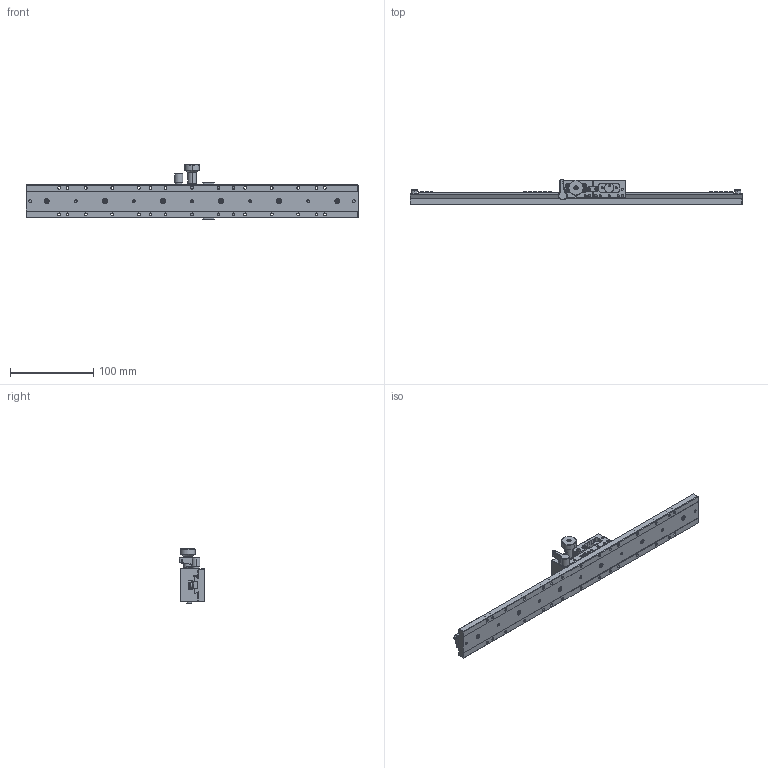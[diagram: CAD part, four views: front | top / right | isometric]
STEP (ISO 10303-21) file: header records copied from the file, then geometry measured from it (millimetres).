
FILE_DESCRIPTION (( 'STEP AP203' ), '1' );
FILE_NAME ('AD360C-40D1(AP203).STEP', '2020-10-29T07:59:05', ( 'China' ), ( 'Microsoft' ), 'SwSTEP 2.0', 'SolidWorks 2017', '' );
FILE_SCHEMA (( 'CONFIG_CONTROL_DESIGN' ));
Length unit declared in the file: millimetre
Products named in the file (1): AD360C-40D1(AP203)
Bounding box: 400 x 31.15 x 66 mm (x, y, z)
Surface area: 73425.2 mm2 (no closed solid volume)
Topology: 0 solids, 38 shells, 831 faces, 2502 edges, 1656 vertices
Faces by surface type: plane 478, cylinder 277, cone 40, torus 33, bspline 3
Entity records: 28283 total; most frequent: CARTESIAN_POINT 5399, DIRECTION 4892, ORIENTED_EDGE 4286, EDGE_CURVE 2478, VERTEX_POINT 1656, LINE 1654, VECTOR 1654, AXIS2_PLACEMENT_3D 1619
